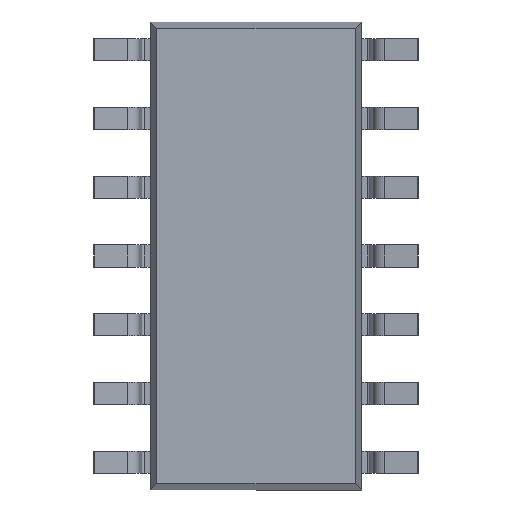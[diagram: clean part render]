
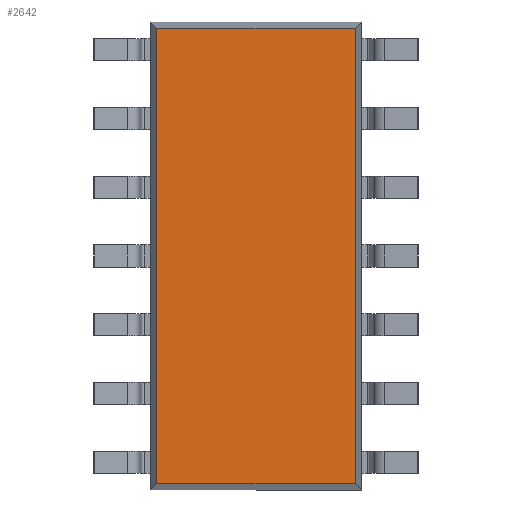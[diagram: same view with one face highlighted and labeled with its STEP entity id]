
A CAD part, front view. The second image highlights one B-rep face of the part: STEP entity #2642.
In plain terms, the highlighted planar face has unit normal (0, -1, 0).
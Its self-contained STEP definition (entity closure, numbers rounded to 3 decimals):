
#143 = CARTESIAN_POINT ( 'NONE',  ( 1.833, 0.25, -4.325 ) ) ;
#178 = DIRECTION ( 'NONE',  ( 1., 0., 0. ) ) ;
#481 = VECTOR ( 'NONE', #5364, 1000. ) ;
#719 = LINE ( 'NONE', #3928, #1798 ) ;
#1227 = CARTESIAN_POINT ( 'NONE',  ( 1.95, 0.25, 4.208 ) ) ;
#1421 = VERTEX_POINT ( 'NONE', #3662 ) ;
#1713 = DIRECTION ( 'NONE',  ( -1., 0., 0. ) ) ;
#1798 = VECTOR ( 'NONE', #178, 1000. ) ;
#1986 = VERTEX_POINT ( 'NONE', #2339 ) ;
#2296 = LINE ( 'NONE', #143, #481 ) ;
#2339 = CARTESIAN_POINT ( 'NONE',  ( 1.833, 0.25, 4.208 ) ) ;
#2397 = EDGE_CURVE ( 'NONE', #3186, #1421, #6469, .T. ) ;
#2565 = CARTESIAN_POINT ( 'NONE',  ( 0., 0.25, 0. ) ) ;
#2642 = ADVANCED_FACE ( 'NONE', ( #3557 ), #6160, .T. ) ;
#2781 = EDGE_CURVE ( 'NONE', #1986, #3186, #6364, .T. ) ;
#2810 = ORIENTED_EDGE ( 'NONE', *, *, #4975, .T. ) ;
#2922 = AXIS2_PLACEMENT_3D ( 'NONE', #2565, #4210, #3118 ) ;
#3118 = DIRECTION ( 'NONE',  ( 0., 0., -1. ) ) ;
#3186 = VERTEX_POINT ( 'NONE', #6118 ) ;
#3350 = DIRECTION ( 'NONE',  ( 0., 0., -1. ) ) ;
#3557 = FACE_OUTER_BOUND ( 'NONE', #5133, .T. ) ;
#3662 = CARTESIAN_POINT ( 'NONE',  ( -1.833, 0.25, -4.208 ) ) ;
#3800 = VECTOR ( 'NONE', #3350, 1000. ) ;
#3928 = CARTESIAN_POINT ( 'NONE',  ( -1.95, 0.25, -4.208 ) ) ;
#3978 = CARTESIAN_POINT ( 'NONE',  ( 1.833, 0.25, -4.208 ) ) ;
#4210 = DIRECTION ( 'NONE',  ( 0., -1., 0. ) ) ;
#4214 = ORIENTED_EDGE ( 'NONE', *, *, #2781, .T. ) ;
#4371 = CARTESIAN_POINT ( 'NONE',  ( -1.833, 0.25, 4.325 ) ) ;
#4911 = EDGE_CURVE ( 'NONE', #6157, #1986, #2296, .T. ) ;
#4975 = EDGE_CURVE ( 'NONE', #1421, #6157, #719, .T. ) ;
#4995 = VECTOR ( 'NONE', #1713, 1000. ) ;
#5133 = EDGE_LOOP ( 'NONE', ( #2810, #6433, #4214, #6283 ) ) ;
#5364 = DIRECTION ( 'NONE',  ( 0., 0., 1. ) ) ;
#6118 = CARTESIAN_POINT ( 'NONE',  ( -1.833, 0.25, 4.208 ) ) ;
#6157 = VERTEX_POINT ( 'NONE', #3978 ) ;
#6160 = PLANE ( 'NONE',  #2922 ) ;
#6283 = ORIENTED_EDGE ( 'NONE', *, *, #2397, .T. ) ;
#6364 = LINE ( 'NONE', #1227, #4995 ) ;
#6433 = ORIENTED_EDGE ( 'NONE', *, *, #4911, .T. ) ;
#6469 = LINE ( 'NONE', #4371, #3800 ) ;
